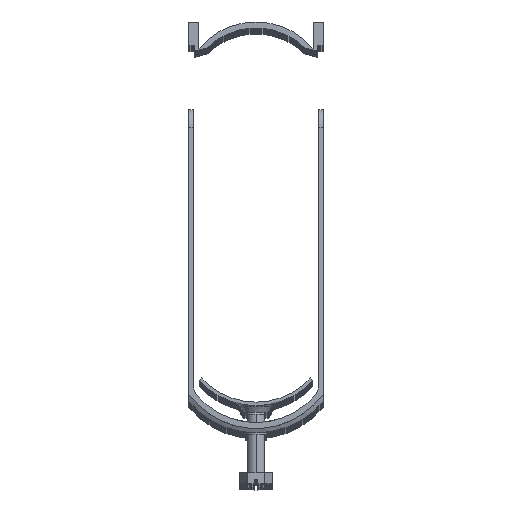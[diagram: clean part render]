
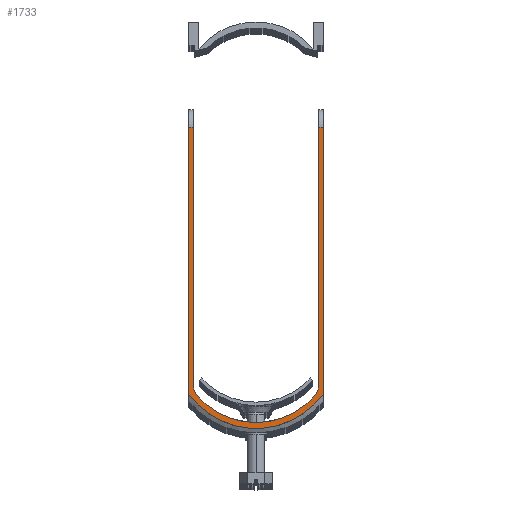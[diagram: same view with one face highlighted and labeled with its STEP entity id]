
A CAD part, top view. The second image highlights one B-rep face of the part: STEP entity #1733.
In plain terms, the highlighted planar face has unit normal (0, 0, 1).
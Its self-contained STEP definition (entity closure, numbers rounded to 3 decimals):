
#113 = LINE ( 'NONE', #1700, #3732 ) ;
#179 = EDGE_CURVE ( 'NONE', #3643, #3392, #2769, .T. ) ;
#396 = DIRECTION ( 'NONE',  ( -1., 0., 0. ) ) ;
#490 = AXIS2_PLACEMENT_3D ( 'NONE', #1231, #2257, #2643 ) ;
#508 = PLANE ( 'NONE',  #4057 ) ;
#566 = FACE_OUTER_BOUND ( 'NONE', #4427, .T. ) ;
#603 = CARTESIAN_POINT ( 'NONE',  ( -23., -16.822, 11. ) ) ;
#641 = EDGE_CURVE ( 'NONE', #4025, #1759, #4183, .T. ) ;
#830 = DIRECTION ( 'NONE',  ( 0., 0., -1. ) ) ;
#856 = CIRCLE ( 'NONE', #3080, 26.5 ) ;
#875 = ORIENTED_EDGE ( 'NONE', *, *, #179, .F. ) ;
#926 = VERTEX_POINT ( 'NONE', #1594 ) ;
#967 = EDGE_CURVE ( 'NONE', #4527, #1886, #1630, .T. ) ;
#980 = CARTESIAN_POINT ( 'NONE',  ( -21.5, 74.5, 11. ) ) ;
#1075 = EDGE_CURVE ( 'NONE', #3392, #926, #856, .T. ) ;
#1078 = CIRCLE ( 'NONE', #490, 28.495 ) ;
#1082 = ORIENTED_EDGE ( 'NONE', *, *, #1689, .F. ) ;
#1114 = CARTESIAN_POINT ( 'NONE',  ( -21.5, 80.5, 11. ) ) ;
#1146 = ORIENTED_EDGE ( 'NONE', *, *, #3182, .T. ) ;
#1231 = CARTESIAN_POINT ( 'NONE',  ( 0., 0., 11. ) ) ;
#1240 = LINE ( 'NONE', #1114, #4556 ) ;
#1244 = ORIENTED_EDGE ( 'NONE', *, *, #4586, .F. ) ;
#1296 = CARTESIAN_POINT ( 'NONE',  ( -23., 74.5, 11. ) ) ;
#1313 = ORIENTED_EDGE ( 'NONE', *, *, #967, .F. ) ;
#1336 = CARTESIAN_POINT ( 'NONE',  ( 23., 74.5, 11. ) ) ;
#1337 = CARTESIAN_POINT ( 'NONE',  ( -16.5, -13.784, 11. ) ) ;
#1361 = CARTESIAN_POINT ( 'NONE',  ( 21.5, 74.5, 11. ) ) ;
#1572 = DIRECTION ( 'NONE',  ( -1., 0., 0. ) ) ;
#1582 = EDGE_CURVE ( 'NONE', #2401, #3643, #1240, .T. ) ;
#1594 = CARTESIAN_POINT ( 'NONE',  ( 20.337, -16.99, 11. ) ) ;
#1630 = LINE ( 'NONE', #3829, #2887 ) ;
#1666 = LINE ( 'NONE', #4286, #2865 ) ;
#1689 = EDGE_CURVE ( 'NONE', #1759, #3240, #1078, .T. ) ;
#1700 = CARTESIAN_POINT ( 'NONE',  ( 23., 74.5, 11. ) ) ;
#1723 = DIRECTION ( 'NONE',  ( 1., 0., 0. ) ) ;
#1733 = ADVANCED_FACE ( 'PLANAR_7', ( #566 ), #508, .F. ) ;
#1759 = VERTEX_POINT ( 'NONE', #4108 ) ;
#1767 = DIRECTION ( 'NONE',  ( 0., 0., 1. ) ) ;
#1822 = DIRECTION ( 'NONE',  ( 1., 0., 0. ) ) ;
#1886 = VERTEX_POINT ( 'NONE', #1361 ) ;
#1917 = VECTOR ( 'NONE', #4518, 1000. ) ;
#1965 = AXIS2_PLACEMENT_3D ( 'NONE', #1337, #2867, #1822 ) ;
#1968 = CARTESIAN_POINT ( 'NONE',  ( -23., 74.5, 11. ) ) ;
#2064 = CARTESIAN_POINT ( 'NONE',  ( 21.5, -13.784, 11. ) ) ;
#2219 = DIRECTION ( 'NONE',  ( 0., -1., 0. ) ) ;
#2257 = DIRECTION ( 'NONE',  ( 0., 0., -1. ) ) ;
#2380 = VECTOR ( 'NONE', #4313, 1000. ) ;
#2401 = VERTEX_POINT ( 'NONE', #980 ) ;
#2558 = CARTESIAN_POINT ( 'NONE',  ( -21.5, -13.784, 11. ) ) ;
#2565 = CARTESIAN_POINT ( 'NONE',  ( 23., 74.5, 11. ) ) ;
#2643 = DIRECTION ( 'NONE',  ( -1., 0., 0. ) ) ;
#2648 = LINE ( 'NONE', #1296, #1917 ) ;
#2769 = CIRCLE ( 'NONE', #1965, 5. ) ;
#2815 = CARTESIAN_POINT ( 'NONE',  ( 16.5, -13.784, 11. ) ) ;
#2865 = VECTOR ( 'NONE', #396, 1000. ) ;
#2867 = DIRECTION ( 'NONE',  ( 0., 0., 1. ) ) ;
#2887 = VECTOR ( 'NONE', #4459, 1000. ) ;
#2968 = VERTEX_POINT ( 'NONE', #1968 ) ;
#2982 = CIRCLE ( 'NONE', #3800, 5. ) ;
#3057 = ORIENTED_EDGE ( 'NONE', *, *, #1582, .F. ) ;
#3080 = AXIS2_PLACEMENT_3D ( 'NONE', #4235, #4596, #3524 ) ;
#3182 = EDGE_CURVE ( 'NONE', #2968, #3240, #2648, .T. ) ;
#3216 = CARTESIAN_POINT ( 'NONE',  ( -20.337, -16.99, 11. ) ) ;
#3240 = VERTEX_POINT ( 'NONE', #603 ) ;
#3392 = VERTEX_POINT ( 'NONE', #3216 ) ;
#3414 = CARTESIAN_POINT ( 'NONE',  ( 23., 74.5, 11. ) ) ;
#3524 = DIRECTION ( 'NONE',  ( 1., 0., 0. ) ) ;
#3643 = VERTEX_POINT ( 'NONE', #2558 ) ;
#3732 = VECTOR ( 'NONE', #4237, 1000. ) ;
#3800 = AXIS2_PLACEMENT_3D ( 'NONE', #2815, #1767, #1723 ) ;
#3829 = CARTESIAN_POINT ( 'NONE',  ( 21.5, -13.784, 11. ) ) ;
#4025 = VERTEX_POINT ( 'NONE', #1336 ) ;
#4057 = AXIS2_PLACEMENT_3D ( 'NONE', #3414, #830, #1572 ) ;
#4103 = ORIENTED_EDGE ( 'NONE', *, *, #4536, .T. ) ;
#4108 = CARTESIAN_POINT ( 'NONE',  ( 23., -16.822, 11. ) ) ;
#4183 = LINE ( 'NONE', #2565, #2380 ) ;
#4225 = EDGE_CURVE ( 'NONE', #4025, #1886, #1666, .T. ) ;
#4235 = CARTESIAN_POINT ( 'NONE',  ( 0., 0., 11. ) ) ;
#4237 = DIRECTION ( 'NONE',  ( -1., 0., 0. ) ) ;
#4286 = CARTESIAN_POINT ( 'NONE',  ( 23., 74.5, 11. ) ) ;
#4313 = DIRECTION ( 'NONE',  ( 0., -1., 0. ) ) ;
#4364 = ORIENTED_EDGE ( 'NONE', *, *, #641, .F. ) ;
#4427 = EDGE_LOOP ( 'NONE', ( #4486, #1313, #1244, #4535, #875, #3057, #4103, #1146, #1082, #4364 ) ) ;
#4459 = DIRECTION ( 'NONE',  ( 0., 1., 0. ) ) ;
#4486 = ORIENTED_EDGE ( 'NONE', *, *, #4225, .T. ) ;
#4518 = DIRECTION ( 'NONE',  ( 0., -1., 0. ) ) ;
#4527 = VERTEX_POINT ( 'NONE', #2064 ) ;
#4535 = ORIENTED_EDGE ( 'NONE', *, *, #1075, .F. ) ;
#4536 = EDGE_CURVE ( 'NONE', #2401, #2968, #113, .T. ) ;
#4556 = VECTOR ( 'NONE', #2219, 1000. ) ;
#4586 = EDGE_CURVE ( 'NONE', #926, #4527, #2982, .T. ) ;
#4596 = DIRECTION ( 'NONE',  ( 0., 0., 1. ) ) ;
